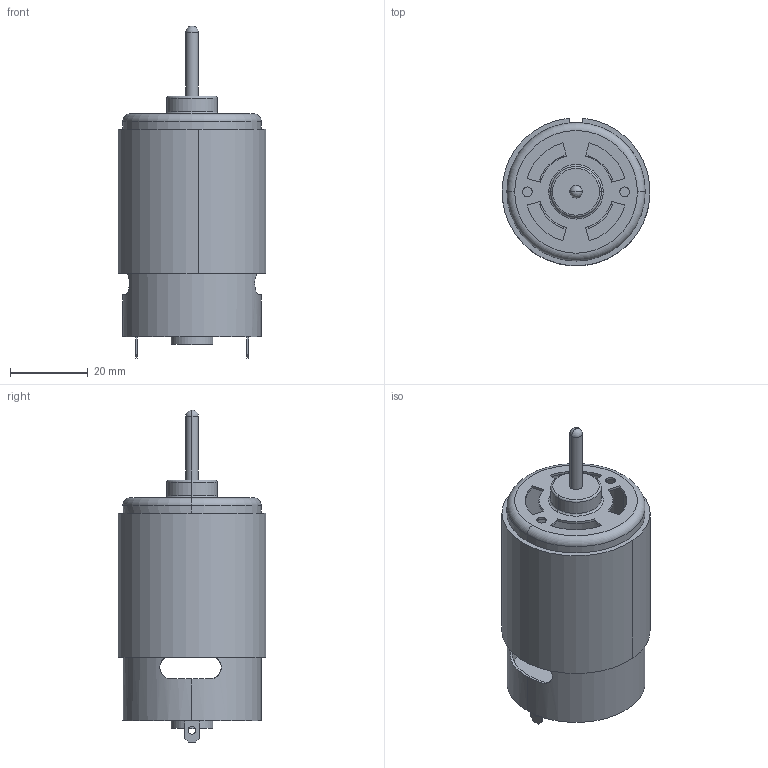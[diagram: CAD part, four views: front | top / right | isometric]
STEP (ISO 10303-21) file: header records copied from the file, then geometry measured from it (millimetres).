
FILE_DESCRIPTION((''),'2;1');
FILE_NAME('FisherPriceMotor.stp','2007-01-15T07:18:24',('uidk0133'),(''),'Autodesk Inventor (R) 6.0','Autodesk Inventor (R) 6.0','');
FILE_SCHEMA(('AUTOMOTIVE_DESIGN { 1 0 10303 214 1 1 1 1 }'));
Length unit declared in the file: millimetre
Products named in the file (1): FisherPriceMotor
Bounding box: 37.86 x 37.85 x 85.2 mm (x, y, z)
Volume: 11148 mm3; surface area: 16897.6 mm2
Topology: 1 solids, 1 shells, 115 faces, 295 edges, 191 vertices
Faces by surface type: cylinder 49, plane 47, bspline 11, torus 6, sphere 2
Entity records: 3824 total; most frequent: CARTESIAN_POINT 921, DIRECTION 621, ORIENTED_EDGE 584, EDGE_CURVE 292, AXIS2_PLACEMENT_3D 236, VERTEX_POINT 190, VECTOR 149, LINE 149
